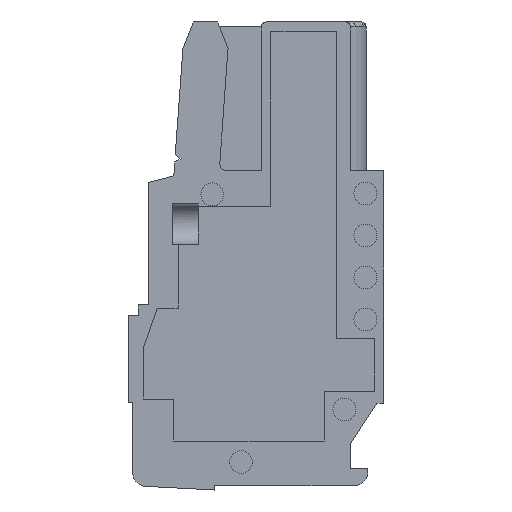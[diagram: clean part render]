
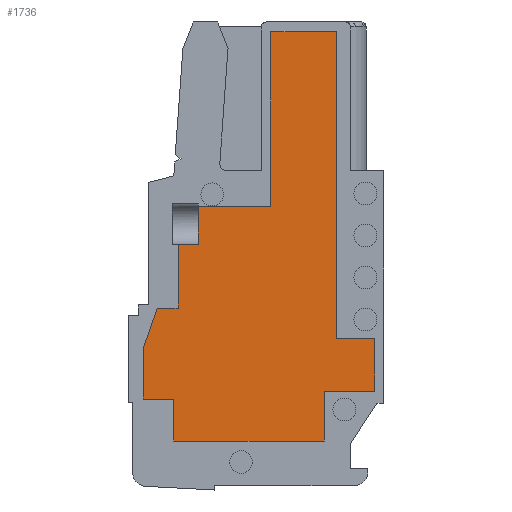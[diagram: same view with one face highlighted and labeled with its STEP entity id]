
A CAD part, left-side view. The second image highlights one B-rep face of the part: STEP entity #1736.
In plain terms, the highlighted planar face has unit normal (-1, 0, 0).
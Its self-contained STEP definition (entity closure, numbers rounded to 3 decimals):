
#1736 = ADVANCED_FACE( '', ( #3583 ), #3584, .F. );
#3583 = FACE_OUTER_BOUND( '', #5527, .T. );
#3584 = PLANE( '', #5528 );
#5527 = EDGE_LOOP( '', ( #10178, #10179, #10180, #10181, #10182, #10183, #10184, #10185, #10186, #10187, #10188, #10189, #10190, #10191, #10192, #10193, #10194 ) );
#5528 = AXIS2_PLACEMENT_3D( '', #10195, #10196, #10197 );
#10178 = ORIENTED_EDGE( '', *, *, #12164, .T. );
#10179 = ORIENTED_EDGE( '', *, *, #11794, .F. );
#10180 = ORIENTED_EDGE( '', *, *, #12002, .F. );
#10181 = ORIENTED_EDGE( '', *, *, #13173, .F. );
#10182 = ORIENTED_EDGE( '', *, *, #13179, .F. );
#10183 = ORIENTED_EDGE( '', *, *, #11754, .F. );
#10184 = ORIENTED_EDGE( '', *, *, #12115, .F. );
#10185 = ORIENTED_EDGE( '', *, *, #13356, .F. );
#10186 = ORIENTED_EDGE( '', *, *, #12888, .F. );
#10187 = ORIENTED_EDGE( '', *, *, #12996, .F. );
#10188 = ORIENTED_EDGE( '', *, *, #13357, .F. );
#10189 = ORIENTED_EDGE( '', *, *, #12057, .F. );
#10190 = ORIENTED_EDGE( '', *, *, #13358, .F. );
#10191 = ORIENTED_EDGE( '', *, *, #12092, .F. );
#10192 = ORIENTED_EDGE( '', *, *, #12178, .F. );
#10193 = ORIENTED_EDGE( '', *, *, #13325, .F. );
#10194 = ORIENTED_EDGE( '', *, *, #12724, .T. );
#10195 = CARTESIAN_POINT( '', ( -2.4, 0., 0. ) );
#10196 = DIRECTION( '', ( 1., 0., 0. ) );
#10197 = DIRECTION( '', ( 0., 0., -1. ) );
#11754 = EDGE_CURVE( '', #14154, #14156, #14157, .T. );
#11794 = EDGE_CURVE( '', #14224, #14226, #14227, .T. );
#12002 = EDGE_CURVE( '', #14573, #14224, #14575, .T. );
#12057 = EDGE_CURVE( '', #14663, #14665, #14666, .T. );
#12092 = EDGE_CURVE( '', #14720, #14722, #14723, .T. );
#12115 = EDGE_CURVE( '', #14754, #14154, #14756, .T. );
#12164 = EDGE_CURVE( '', #14832, #14226, #14833, .T. );
#12178 = EDGE_CURVE( '', #14855, #14720, #14857, .T. );
#12724 = EDGE_CURVE( '', #15692, #14832, #15693, .T. );
#12888 = EDGE_CURVE( '', #15929, #15931, #15932, .T. );
#12996 = EDGE_CURVE( '', #16078, #15929, #16080, .T. );
#13173 = EDGE_CURVE( '', #16320, #14573, #16322, .T. );
#13179 = EDGE_CURVE( '', #14156, #16320, #16328, .T. );
#13325 = EDGE_CURVE( '', #15692, #14855, #16501, .T. );
#13356 = EDGE_CURVE( '', #15931, #14754, #16537, .T. );
#13357 = EDGE_CURVE( '', #14665, #16078, #16538, .T. );
#13358 = EDGE_CURVE( '', #14722, #14663, #16539, .T. );
#14154 = VERTEX_POINT( '', #17567 );
#14156 = VERTEX_POINT( '', #17570 );
#14157 = LINE( '', #17571, #17572 );
#14224 = VERTEX_POINT( '', #17654 );
#14226 = VERTEX_POINT( '', #17657 );
#14227 = LINE( '', #17658, #17659 );
#14573 = VERTEX_POINT( '', #18151 );
#14575 = LINE( '', #18154, #18155 );
#14663 = VERTEX_POINT( '', #18274 );
#14665 = VERTEX_POINT( '', #18277 );
#14666 = LINE( '', #18278, #18279 );
#14720 = VERTEX_POINT( '', #18353 );
#14722 = VERTEX_POINT( '', #18356 );
#14723 = LINE( '', #18357, #18358 );
#14754 = VERTEX_POINT( '', #18399 );
#14756 = LINE( '', #18402, #18403 );
#14832 = VERTEX_POINT( '', #18515 );
#14833 = LINE( '', #18516, #18517 );
#14855 = VERTEX_POINT( '', #18549 );
#14857 = LINE( '', #18552, #18553 );
#15692 = VERTEX_POINT( '', #19744 );
#15693 = LINE( '', #19745, #19746 );
#15929 = VERTEX_POINT( '', #20095 );
#15931 = VERTEX_POINT( '', #20098 );
#15932 = LINE( '', #20099, #20100 );
#16078 = VERTEX_POINT( '', #20308 );
#16080 = LINE( '', #20311, #20312 );
#16320 = VERTEX_POINT( '', #20669 );
#16322 = LINE( '', #20672, #20673 );
#16328 = LINE( '', #20682, #20683 );
#16501 = LINE( '', #20925, #20926 );
#16537 = LINE( '', #20974, #20975 );
#16538 = LINE( '', #20976, #20977 );
#16539 = LINE( '', #20978, #20979 );
#17567 = CARTESIAN_POINT( '', ( -2.4, 6.725, -6.4 ) );
#17570 = CARTESIAN_POINT( '', ( -2.4, 8.475, -6.4 ) );
#17571 = CARTESIAN_POINT( '', ( -2.4, 6.725, -6.4 ) );
#17572 = VECTOR( '', #21648, 1000. );
#17654 = CARTESIAN_POINT( '', ( -2.4, 6.475, -1.2 ) );
#17657 = CARTESIAN_POINT( '', ( -2.4, 6.475, 2.45 ) );
#17658 = CARTESIAN_POINT( '', ( -2.4, 6.475, -1.2 ) );
#17659 = VECTOR( '', #21710, 1000. );
#18151 = CARTESIAN_POINT( '', ( -2.4, 7.675, -1.2 ) );
#18154 = CARTESIAN_POINT( '', ( -2.4, 7.675, -1.2 ) );
#18155 = VECTOR( '', #21927, 1000. );
#18274 = CARTESIAN_POINT( '', ( -2.4, -2.575, -2.95 ) );
#18277 = CARTESIAN_POINT( '', ( -2.4, -4.775, -2.95 ) );
#18278 = CARTESIAN_POINT( '', ( -2.4, -2.575, -2.95 ) );
#18279 = VECTOR( '', #21999, 1000. );
#18353 = CARTESIAN_POINT( '', ( -2.4, 1.175, 14.6 ) );
#18356 = CARTESIAN_POINT( '', ( -2.4, -2.575, 14.6 ) );
#18357 = CARTESIAN_POINT( '', ( -2.4, 1.175, 14.6 ) );
#18358 = VECTOR( '', #22036, 1000. );
#18399 = CARTESIAN_POINT( '', ( -2.4, 6.725, -8.8 ) );
#18402 = CARTESIAN_POINT( '', ( -2.4, 6.725, -8.8 ) );
#18403 = VECTOR( '', #22067, 1000. );
#18515 = CARTESIAN_POINT( '', ( -2.4, 5.325, 2.45 ) );
#18516 = CARTESIAN_POINT( '', ( -2.4, 5.325, 2.45 ) );
#18517 = VECTOR( '', #22110, 1000. );
#18549 = CARTESIAN_POINT( '', ( -2.4, 1.175, 4.6 ) );
#18552 = CARTESIAN_POINT( '', ( -2.4, 1.175, 4.6 ) );
#18553 = VECTOR( '', #22122, 1000. );
#19744 = CARTESIAN_POINT( '', ( -2.4, 5.325, 4.6 ) );
#19745 = CARTESIAN_POINT( '', ( -2.4, 5.325, 3.6 ) );
#19746 = VECTOR( '', #22670, 1000. );
#20095 = CARTESIAN_POINT( '', ( -2.4, -1.875, -5.95 ) );
#20098 = CARTESIAN_POINT( '', ( -2.4, -1.875, -8.8 ) );
#20099 = CARTESIAN_POINT( '', ( -2.4, -1.875, -5.95 ) );
#20100 = VECTOR( '', #22830, 1000. );
#20308 = CARTESIAN_POINT( '', ( -2.4, -4.775, -5.95 ) );
#20311 = CARTESIAN_POINT( '', ( -2.4, -4.775, -5.95 ) );
#20312 = VECTOR( '', #22924, 1000. );
#20669 = CARTESIAN_POINT( '', ( -2.4, 8.475, -3.5 ) );
#20672 = CARTESIAN_POINT( '', ( -2.4, 8.475, -3.5 ) );
#20673 = VECTOR( '', #23106, 1000. );
#20682 = CARTESIAN_POINT( '', ( -2.4, 8.475, -6.4 ) );
#20683 = VECTOR( '', #23110, 1000. );
#20925 = CARTESIAN_POINT( '', ( -2.4, 6.475, 4.6 ) );
#20926 = VECTOR( '', #23213, 1000. );
#20974 = CARTESIAN_POINT( '', ( -2.4, -1.875, -8.8 ) );
#20975 = VECTOR( '', #23244, 1000. );
#20976 = CARTESIAN_POINT( '', ( -2.4, -4.775, -2.95 ) );
#20977 = VECTOR( '', #23245, 1000. );
#20978 = CARTESIAN_POINT( '', ( -2.4, -2.575, 14.6 ) );
#20979 = VECTOR( '', #23246, 1000. );
#21648 = DIRECTION( '', ( 0., 1., 0. ) );
#21710 = DIRECTION( '', ( 0., 0., 1. ) );
#21927 = DIRECTION( '', ( 0., -1., 0. ) );
#21999 = DIRECTION( '', ( 0., -1., 0. ) );
#22036 = DIRECTION( '', ( 0., -1., 0. ) );
#22067 = DIRECTION( '', ( 0., 0., 1. ) );
#22110 = DIRECTION( '', ( 0., 1., 0. ) );
#22122 = DIRECTION( '', ( 0., 0., 1. ) );
#22670 = DIRECTION( '', ( 0., 0., -1. ) );
#22830 = DIRECTION( '', ( 0., 0., -1. ) );
#22924 = DIRECTION( '', ( 0., 1., 0. ) );
#23106 = DIRECTION( '', ( 0., -0.329, 0.944 ) );
#23110 = DIRECTION( '', ( 0., 0., 1. ) );
#23213 = DIRECTION( '', ( 0., -1., 0. ) );
#23244 = DIRECTION( '', ( 0., 1., 0. ) );
#23245 = DIRECTION( '', ( 0., 0., -1. ) );
#23246 = DIRECTION( '', ( 0., 0., -1. ) );
